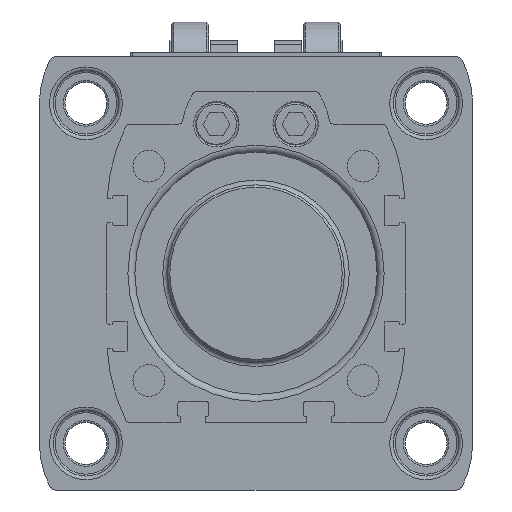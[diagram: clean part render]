
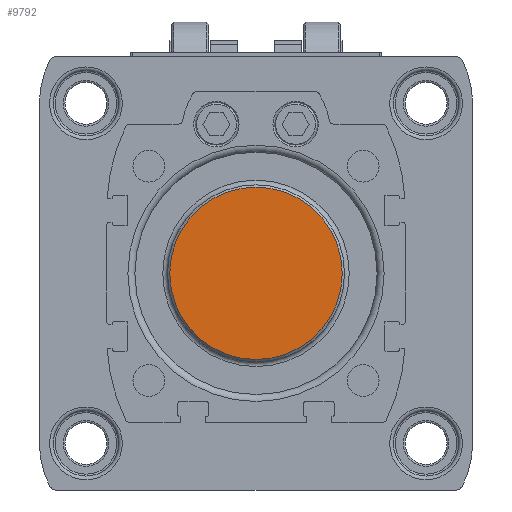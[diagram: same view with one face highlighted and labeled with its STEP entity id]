
A CAD part, front view. The second image highlights one B-rep face of the part: STEP entity #9792.
In plain terms, the highlighted planar face has unit normal (0, -1, 0).
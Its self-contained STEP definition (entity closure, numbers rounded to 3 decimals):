
#1703=PLANE('',#10672);
#2557=ORIENTED_EDGE('',*,*,#4953,.T.);
#4953=EDGE_CURVE('',#6153,#6153,#7028,.T.);
#6153=VERTEX_POINT('',#15579);
#7028=CIRCLE('',#10673,18.5);
#7581=EDGE_LOOP('',(#2557));
#8575=FACE_BOUND('',#7581,.T.);
#9792=ADVANCED_FACE('',(#8575),#1703,.T.);
#10672=AXIS2_PLACEMENT_3D('',#15577,#12389,#12390);
#10673=AXIS2_PLACEMENT_3D('',#15578,#12391,#12392);
#12389=DIRECTION('',(0.,-1.,0.));
#12390=DIRECTION('',(0.,0.,-1.));
#12391=DIRECTION('',(0.,-1.,0.));
#12392=DIRECTION('',(0.,0.,-1.));
#15577=CARTESIAN_POINT('',(0.,0.5,0.));
#15578=CARTESIAN_POINT('',(0.,0.5,0.));
#15579=CARTESIAN_POINT('',(0.,0.5,-18.5));
